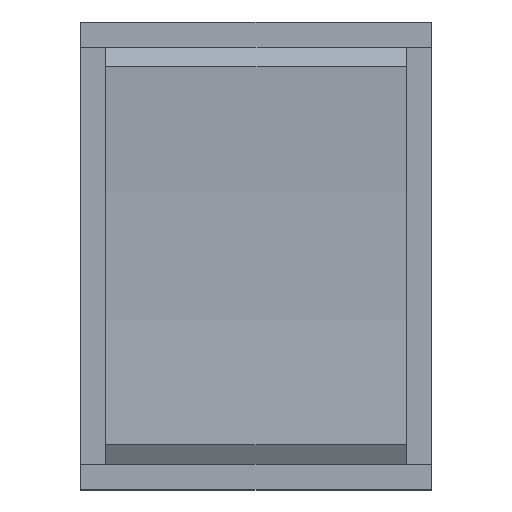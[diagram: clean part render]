
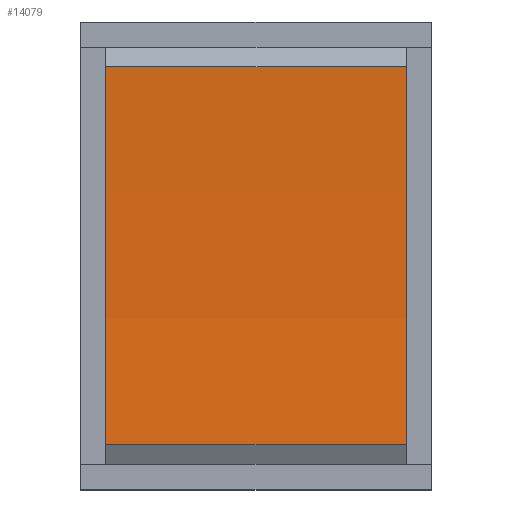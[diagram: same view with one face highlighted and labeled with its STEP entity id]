
A CAD part, top view. The second image highlights one B-rep face of the part: STEP entity #14079.
In plain terms, the highlighted cylindrical face has radius 156.967 mm (diameter 313.933 mm), a partial arc.
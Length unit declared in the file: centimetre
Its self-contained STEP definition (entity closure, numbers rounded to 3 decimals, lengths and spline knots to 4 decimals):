
#848=LINE('',#22265,#2400);
#849=LINE('',#22268,#2401);
#2400=VECTOR('',#17553,1.);
#2401=VECTOR('',#17556,1.);
#3311=CYLINDRICAL_SURFACE('',#15059,15.6967);
#4253=FACE_OUTER_BOUND('',#5014,.T.);
#5014=EDGE_LOOP('',(#11441,#11442,#11443,#11444));
#5738=CIRCLE('',#15060,15.6967);
#5739=CIRCLE('',#15061,15.6967);
#6609=VERTEX_POINT('',#22261);
#6610=VERTEX_POINT('',#22262);
#6611=VERTEX_POINT('',#22264);
#6612=VERTEX_POINT('',#22266);
#8348=EDGE_CURVE('',#6609,#6610,#5738,.T.);
#8349=EDGE_CURVE('',#6611,#6609,#848,.T.);
#8350=EDGE_CURVE('',#6612,#6611,#5739,.T.);
#8351=EDGE_CURVE('',#6610,#6612,#849,.T.);
#11441=ORIENTED_EDGE('',*,*,#8348,.F.);
#11442=ORIENTED_EDGE('',*,*,#8349,.F.);
#11443=ORIENTED_EDGE('',*,*,#8350,.F.);
#11444=ORIENTED_EDGE('',*,*,#8351,.F.);
#14079=ADVANCED_FACE('',(#4253),#3311,.F.);
#15059=AXIS2_PLACEMENT_3D('',#22260,#17549,#17550);
#15060=AXIS2_PLACEMENT_3D('',#22263,#17551,#17552);
#15061=AXIS2_PLACEMENT_3D('',#22267,#17554,#17555);
#17549=DIRECTION('center_axis',(1.,0.,0.));
#17550=DIRECTION('ref_axis',(0.,0.062,-0.998));
#17551=DIRECTION('center_axis',(-1.,0.,0.));
#17552=DIRECTION('ref_axis',(0.,0.062,-0.998));
#17553=DIRECTION('',(1.,0.,0.));
#17554=DIRECTION('center_axis',(1.,0.,0.));
#17555=DIRECTION('ref_axis',(0.,0.062,-0.998));
#17556=DIRECTION('',(-1.,0.,0.));
#22260=CARTESIAN_POINT('Origin',(-0.77,0.,
18.4097));
#22261=CARTESIAN_POINT('',(0.77,0.97,2.743));
#22262=CARTESIAN_POINT('',(0.77,-0.97,2.743));
#22263=CARTESIAN_POINT('Origin',(0.77,0.,
18.4097));
#22264=CARTESIAN_POINT('',(-0.77,0.97,2.743));
#22265=CARTESIAN_POINT('',(-0.385,0.97,2.743));
#22266=CARTESIAN_POINT('',(-0.77,-0.97,2.743));
#22267=CARTESIAN_POINT('Origin',(-0.77,0.,
18.4097));
#22268=CARTESIAN_POINT('',(0.385,-0.97,2.743));
